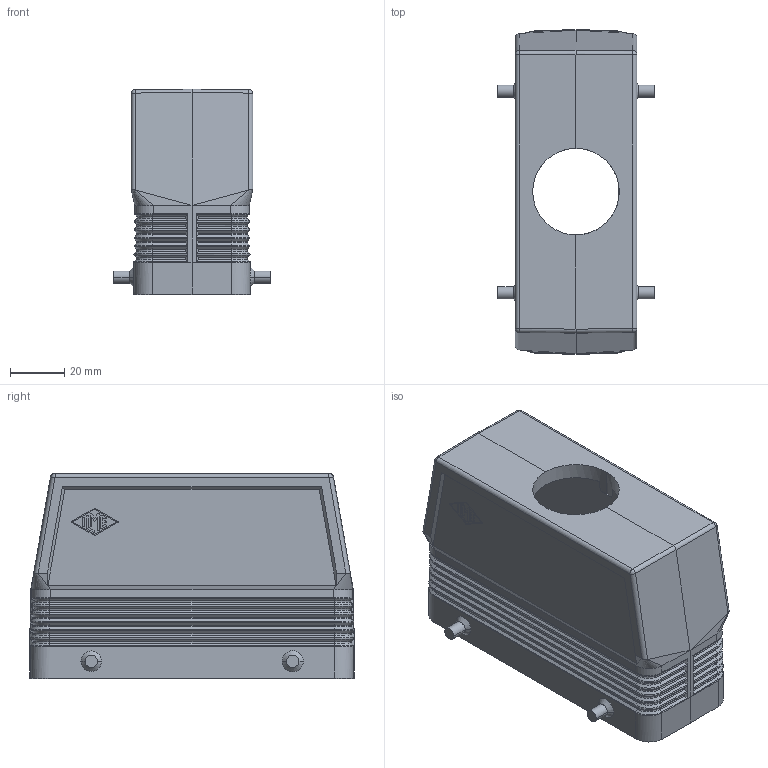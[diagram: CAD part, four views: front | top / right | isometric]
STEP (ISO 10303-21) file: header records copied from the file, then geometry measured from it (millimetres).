
FILE_DESCRIPTION(('Creo Elements/Direct Modeling STEP Export'),'2;1');
FILE_NAME('0ln7uvk49jl655g4820','2017-03-07T10:24:41',(''),(''),'PTC Creo Elements/Direct Modeling STEP processor for AP214 (Solid Model)','PTC Creo Elements/Direct Modeling 19.0E 27-Jun-2016 (C) Parametric Technology GmbH','');
FILE_SCHEMA(('AUTOMOTIVE_DESIGN { 1 0 10303 214 1 1 1 1 }'));
Length unit declared in the file: millimetre
Products named in the file (2): MFVE_24.32M
Assembly tree (1 placements, depth 2):
  MFVE_24.32M
    MFVE_24.32M
Bounding box: 58 x 120 x 76 mm (x, y, z)
Volume: 106402.6 mm3; surface area: 53910.9 mm2
Topology: 1 solids, 1 shells, 476 faces, 1166 edges, 698 vertices
Faces by surface type: plane 208, cylinder 132, cone 56, torus 48, bspline 28, sphere 4
Entity records: 21508 total; most frequent: CARTESIAN_POINT 6880, ORIENTED_EDGE 2320, DIRECTION 2177, EDGE_CURVE 1160, AXIS2_PLACEMENT_3D 784, VERTEX_POINT 698, VECTOR 609, LINE 609
